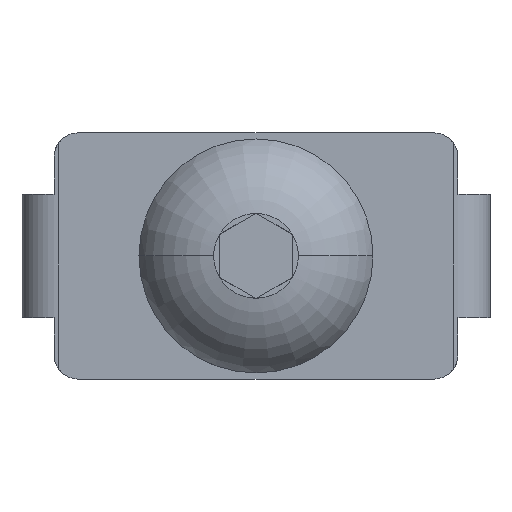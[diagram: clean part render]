
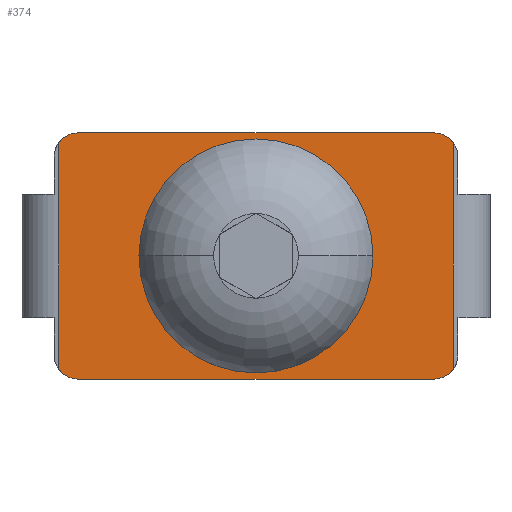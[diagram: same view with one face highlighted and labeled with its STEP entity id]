
A CAD part, top view. The second image highlights one B-rep face of the part: STEP entity #374.
In plain terms, the highlighted planar face has unit normal (0, 0, 1).
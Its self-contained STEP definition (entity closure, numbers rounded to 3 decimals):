
#374=ADVANCED_FACE('',(#1041,#1042),#1043,.T.);
#402=VERTEX_POINT('',#1073);
#414=EDGE_CURVE('',#988,#402,#1085,.T.);
#416=VERTEX_POINT('',#1087);
#432=EDGE_CURVE('',#828,#416,#1103,.T.);
#440=VERTEX_POINT('',#1113);
#504=EDGE_CURVE('',#956,#618,#1184,.T.);
#554=EDGE_CURVE('',#842,#618,#1240,.T.);
#618=VERTEX_POINT('',#1311);
#668=EDGE_CURVE('',#704,#776,#1365,.T.);
#704=VERTEX_POINT('',#1403);
#724=EDGE_CURVE('',#956,#704,#1425,.T.);
#728=EDGE_CURVE('',#416,#828,#1430,.T.);
#776=VERTEX_POINT('',#1484);
#828=VERTEX_POINT('',#1540);
#830=EDGE_CURVE('',#402,#440,#1542,.T.);
#832=EDGE_CURVE('',#440,#842,#1544,.T.);
#842=VERTEX_POINT('',#1555);
#944=EDGE_CURVE('',#776,#988,#1666,.T.);
#956=VERTEX_POINT('',#1678);
#988=VERTEX_POINT('',#1714);
#1041=FACE_OUTER_BOUND('',#1771,.T.);
#1042=FACE_BOUND('',#1772,.T.);
#1043=PLANE('',#1773);
#1073=CARTESIAN_POINT('',(-8.0,-4.6,0.0));
#1085=LINE('',#1831,#1832);
#1087=CARTESIAN_POINT('',(2.6,0.0,0.0));
#1103=CIRCLE('',#1859,2.6);
#1113=CARTESIAN_POINT('',(-7.2,-5.0,0.0));
#1184=LINE('',#1964,#1965);
#1240=CIRCLE('',#2045,1.0);
#1311=CARTESIAN_POINT('',(8.,-4.6,0.0));
#1365=LINE('',#2246,#2247);
#1403=CARTESIAN_POINT('',(7.2,5.0,0.0));
#1425=CIRCLE('',#2331,1.0);
#1430=CIRCLE('',#2337,2.6);
#1484=CARTESIAN_POINT('',(-7.2,5.0,0.0));
#1540=CARTESIAN_POINT('',(-2.6,0.,0.0));
#1542=CIRCLE('',#2496,1.0);
#1544=LINE('',#2499,#2500);
#1555=CARTESIAN_POINT('',(7.2,-5.0,0.0));
#1666=CIRCLE('',#2687,1.0);
#1678=CARTESIAN_POINT('',(8.,4.6,0.0));
#1714=CARTESIAN_POINT('',(-8.0,4.6,0.0));
#1771=EDGE_LOOP('',(#2795,#2796,#2797,#2798,#2799,#2800,#2801,#2802));
#1772=EDGE_LOOP('',(#2803,#2804));
#1773=AXIS2_PLACEMENT_3D('',#2805,#2806,#2807);
#1831=CARTESIAN_POINT('',(-8.0,5.0,0.0));
#1832=VECTOR('',#2845,1.0);
#1859=AXIS2_PLACEMENT_3D('',#2855,#2856,#2857);
#1964=CARTESIAN_POINT('',(8.,5.0,0.));
#1965=VECTOR('',#2960,1.0);
#2045=AXIS2_PLACEMENT_3D('',#3029,#3030,#3031);
#2246=CARTESIAN_POINT('',(0.0,5.0,0.0));
#2247=VECTOR('',#3145,1.0);
#2331=AXIS2_PLACEMENT_3D('',#3213,#3214,#3215);
#2337=AXIS2_PLACEMENT_3D('',#3230,#3231,#3232);
#2496=AXIS2_PLACEMENT_3D('',#3344,#3345,#3346);
#2499=CARTESIAN_POINT('',(8.,-5.0,0.0));
#2500=VECTOR('',#3347,1.0);
#2687=AXIS2_PLACEMENT_3D('',#3490,#3491,#3492);
#2795=ORIENTED_EDGE('',*,*,#554,.T.);
#2796=ORIENTED_EDGE('',*,*,#504,.F.);
#2797=ORIENTED_EDGE('',*,*,#724,.T.);
#2798=ORIENTED_EDGE('',*,*,#668,.T.);
#2799=ORIENTED_EDGE('',*,*,#944,.T.);
#2800=ORIENTED_EDGE('',*,*,#414,.T.);
#2801=ORIENTED_EDGE('',*,*,#830,.T.);
#2802=ORIENTED_EDGE('',*,*,#832,.T.);
#2803=ORIENTED_EDGE('',*,*,#728,.T.);
#2804=ORIENTED_EDGE('',*,*,#432,.T.);
#2805=CARTESIAN_POINT('',(0.0,5.0,0.0));
#2806=DIRECTION('',(0.0,0.0,1.0));
#2807=DIRECTION('',(-1.0,0.0,0.0));
#2845=DIRECTION('',(0.0,-1.0,0.0));
#2855=CARTESIAN_POINT('',(0.0,0.0,0.0));
#2856=DIRECTION('',(0.0,0.0,-1.0));
#2857=DIRECTION('',(1.0,0.0,0.0));
#2960=DIRECTION('',(0.0,-1.0,0.0));
#3029=CARTESIAN_POINT('',(7.2,-4.0,0.0));
#3030=DIRECTION('',(0.0,0.0,1.0));
#3031=DIRECTION('',(1.0,0.,0.0));
#3145=DIRECTION('',(-1.0,0.0,0.0));
#3213=CARTESIAN_POINT('',(7.2,4.0,0.0));
#3214=DIRECTION('',(0.0,-0.0,1.0));
#3215=DIRECTION('',(1.0,0.,0.0));
#3230=CARTESIAN_POINT('',(0.0,0.0,0.0));
#3231=DIRECTION('',(0.0,0.0,-1.0));
#3232=DIRECTION('',(1.0,0.0,0.0));
#3344=CARTESIAN_POINT('',(-7.2,-4.0,0.0));
#3345=DIRECTION('',(0.0,0.0,1.0));
#3346=DIRECTION('',(0.,-1.0,0.0));
#3347=DIRECTION('',(1.0,0.0,0.0));
#3490=CARTESIAN_POINT('',(-7.2,4.0,0.0));
#3491=DIRECTION('',(0.0,0.0,1.0));
#3492=DIRECTION('',(0.,1.0,0.0));
